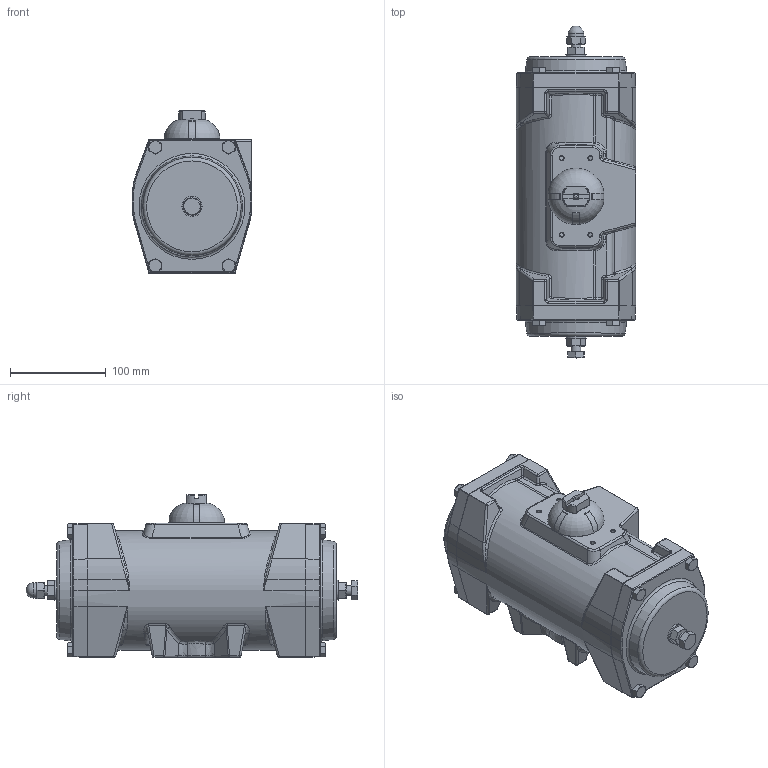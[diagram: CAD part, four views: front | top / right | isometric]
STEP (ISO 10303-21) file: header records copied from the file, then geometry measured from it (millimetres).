
FILE_DESCRIPTION(/* description */ ('Unknown'),/* implementation_level */ '2;1');
FILE_NAME(/* name */ 'GTS-118X90',/* time_stamp */ '2018-10-01T14:57:50+02:00',/* author */ ('Unknown'),/* organization */ ('Unknown'),/* preprocessor_version */ 'ST-DEVELOPER v16.7',/* originating_system */ 'DEX',/* authorisation */ $);
FILE_SCHEMA (('TECHNICAL_DATA_PACKAGING','AUTOMOTIVE_DESIGN {1 0 10303 214 3 1 1}'));
Length unit declared in the file: millimetre
Products named in the file (1): GTS-118X90
Bounding box: 125 x 346.92 x 169.96 mm (x, y, z)
Surface area: 214249 mm2 (no closed solid volume)
Topology: 0 solids, 29 shells, 846 faces, 2229 edges, 1351 vertices
Faces by surface type: plane 236, cylinder 227, bspline 175, cone 157, sphere 27, torus 24
Full cylindrical faces by diameter (mm): 4.134 x14, 4.917 x1, 6.5 x1, 6.647 x8, 8.376 x8, 10 x2, 11.445 x4, 16 x1, 21 x2, 24 x1, 28 x1, 28.5 x1, 39.8 x1, 50 x1, 52.7 x1, 53.3 x1
Entity records: 33134 total; most frequent: CARTESIAN_POINT 10844, DIRECTION 3768, ORIENTED_EDGE 3718, EDGE_CURVE 2007, AXIS2_PLACEMENT_3D 1555, VERTEX_POINT 1291, FACE_BOUND 1014, EDGE_LOOP 999
